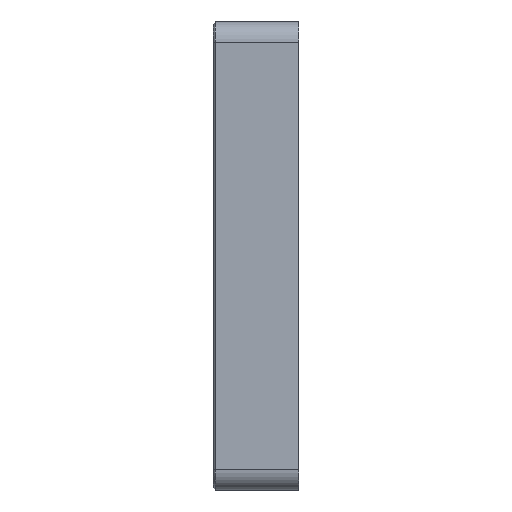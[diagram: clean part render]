
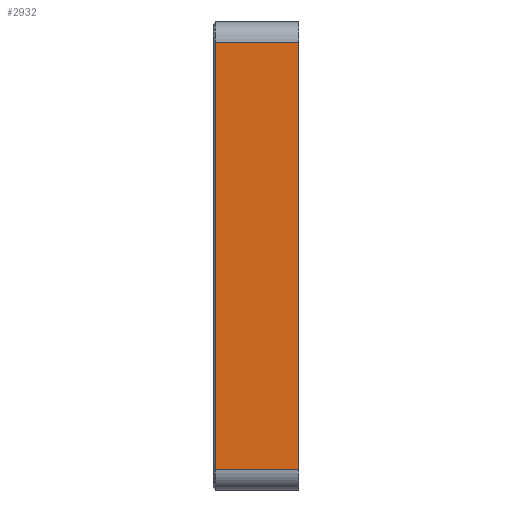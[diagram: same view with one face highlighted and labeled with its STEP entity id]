
A CAD part, left-side view. The second image highlights one B-rep face of the part: STEP entity #2932.
In plain terms, the highlighted planar face has unit normal (-1, 0, 0).
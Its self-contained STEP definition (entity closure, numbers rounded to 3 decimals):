
#447 = DIRECTION ( 'NONE',  ( 0., 0., -1. ) ) ;
#476 = ORIENTED_EDGE ( 'NONE', *, *, #4907, .T. ) ;
#698 = CARTESIAN_POINT ( 'NONE',  ( -65.8, -19., -40. ) ) ;
#970 = ORIENTED_EDGE ( 'NONE', *, *, #3437, .T. ) ;
#1433 = PLANE ( 'NONE',  #6150 ) ;
#1606 = VERTEX_POINT ( 'NONE', #5175 ) ;
#2010 = CARTESIAN_POINT ( 'NONE',  ( -65.8, 1., -40. ) ) ;
#2306 = VECTOR ( 'NONE', #3919, 1000. ) ;
#2428 = CARTESIAN_POINT ( 'NONE',  ( -65.8, 1., 44.8 ) ) ;
#2443 = CARTESIAN_POINT ( 'NONE',  ( -65.8, -19., 64.8 ) ) ;
#2641 = CARTESIAN_POINT ( 'NONE',  ( -65.8, 0.5, -40. ) ) ;
#2932 = ADVANCED_FACE ( 'NONE', ( #3270 ), #1433, .F. ) ;
#3177 = EDGE_CURVE ( 'NONE', #6024, #6312, #6064, .T. ) ;
#3242 = VERTEX_POINT ( 'NONE', #698 ) ;
#3270 = FACE_OUTER_BOUND ( 'NONE', #5575, .T. ) ;
#3326 = CARTESIAN_POINT ( 'NONE',  ( -65.8, 0.5, -40. ) ) ;
#3437 = EDGE_CURVE ( 'NONE', #1606, #6024, #6289, .T. ) ;
#3838 = CARTESIAN_POINT ( 'NONE',  ( -65.8, 1., 60. ) ) ;
#3919 = DIRECTION ( 'NONE',  ( 0., 0., 1. ) ) ;
#4034 = DIRECTION ( 'NONE',  ( 0., -1., 0. ) ) ;
#4138 = DIRECTION ( 'NONE',  ( 0., 0., -1. ) ) ;
#4264 = EDGE_CURVE ( 'NONE', #3242, #1606, #4340, .T. ) ;
#4340 = LINE ( 'NONE', #2443, #2306 ) ;
#4502 = CARTESIAN_POINT ( 'NONE',  ( -65.8, 0.5, 60. ) ) ;
#4835 = ORIENTED_EDGE ( 'NONE', *, *, #3177, .T. ) ;
#4907 = EDGE_CURVE ( 'NONE', #6312, #3242, #5982, .T. ) ;
#4986 = ORIENTED_EDGE ( 'NONE', *, *, #4264, .T. ) ;
#5175 = CARTESIAN_POINT ( 'NONE',  ( -65.8, -19., 60. ) ) ;
#5575 = EDGE_LOOP ( 'NONE', ( #970, #4835, #476, #4986 ) ) ;
#5661 = VECTOR ( 'NONE', #4034, 1000. ) ;
#5884 = DIRECTION ( 'NONE',  ( 0., 1., 0. ) ) ;
#5982 = LINE ( 'NONE', #2010, #5661 ) ;
#6024 = VERTEX_POINT ( 'NONE', #4502 ) ;
#6064 = LINE ( 'NONE', #2641, #6292 ) ;
#6139 = VECTOR ( 'NONE', #5884, 1000. ) ;
#6150 = AXIS2_PLACEMENT_3D ( 'NONE', #2428, #6406, #447 ) ;
#6289 = LINE ( 'NONE', #3838, #6139 ) ;
#6292 = VECTOR ( 'NONE', #4138, 1000. ) ;
#6312 = VERTEX_POINT ( 'NONE', #3326 ) ;
#6406 = DIRECTION ( 'NONE',  ( 1., 0., 0. ) ) ;
